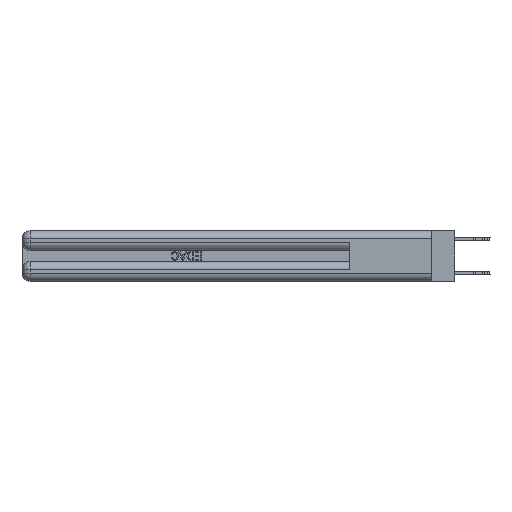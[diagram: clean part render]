
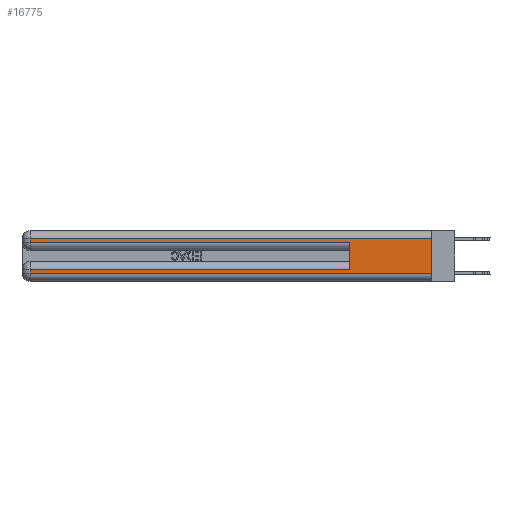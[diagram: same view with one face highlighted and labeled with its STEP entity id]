
A CAD part, left-side view. The second image highlights one B-rep face of the part: STEP entity #16775.
In plain terms, the highlighted planar face has unit normal (-1, 0, 0).
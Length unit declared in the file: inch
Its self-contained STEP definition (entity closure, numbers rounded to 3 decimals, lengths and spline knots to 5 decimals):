
#316 = ORIENTED_EDGE ( 'NONE', *, *, #26278, .T. ) ;
#586 = ORIENTED_EDGE ( 'NONE', *, *, #28373, .F. ) ;
#1187 = EDGE_CURVE ( 'NONE', #12290, #9250, #17294, .T. ) ;
#1216 = VERTEX_POINT ( 'NONE', #23907 ) ;
#1482 = DIRECTION ( 'NONE',  ( 1., 0., 0. ) ) ;
#2300 = EDGE_CURVE ( 'NONE', #19748, #1216, #19243, .T. ) ;
#2558 = DIRECTION ( 'NONE',  ( 0., 0., 1. ) ) ;
#2784 = CARTESIAN_POINT ( 'NONE',  ( 0., 0.6, 0.285 ) ) ;
#2870 = VECTOR ( 'NONE', #9860, 39.37008 ) ;
#3747 = EDGE_CURVE ( 'NONE', #22211, #12290, #26213, .T. ) ;
#3864 = EDGE_CURVE ( 'NONE', #9250, #33339, #8186, .T. ) ;
#4312 = DIRECTION ( 'NONE',  ( 0., 0., -1. ) ) ;
#4547 = DIRECTION ( 'NONE',  ( 0., -1., 0. ) ) ;
#4578 = AXIS2_PLACEMENT_3D ( 'NONE', #11833, #1482, #27766 ) ;
#5350 = CARTESIAN_POINT ( 'NONE',  ( 0., 2.94, 0.06 ) ) ;
#5706 = VERTEX_POINT ( 'NONE', #33528 ) ;
#6212 = ORIENTED_EDGE ( 'NONE', *, *, #3747, .T. ) ;
#7411 = CARTESIAN_POINT ( 'NONE',  ( 0., 2.94, 0.37 ) ) ;
#7458 = LINE ( 'NONE', #15416, #24208 ) ;
#8132 = DIRECTION ( 'NONE',  ( 0., 0., -1. ) ) ;
#8186 = LINE ( 'NONE', #18760, #27260 ) ;
#8994 = VECTOR ( 'NONE', #17755, 39.37008 ) ;
#9250 = VERTEX_POINT ( 'NONE', #28011 ) ;
#9811 = CARTESIAN_POINT ( 'NONE',  ( 0., 0.6, 0.085 ) ) ;
#9860 = DIRECTION ( 'NONE',  ( 0., 1., 0. ) ) ;
#10433 = EDGE_LOOP ( 'NONE', ( #586, #6212, #18385, #16952, #15754, #21374, #20859, #316 ) ) ;
#11833 = CARTESIAN_POINT ( 'NONE',  ( 0., 0., 0.37 ) ) ;
#12290 = VERTEX_POINT ( 'NONE', #13602 ) ;
#12574 = CARTESIAN_POINT ( 'NONE',  ( 0., 0., 0.37 ) ) ;
#13155 = CARTESIAN_POINT ( 'NONE',  ( 0., 2.94, 0.37 ) ) ;
#13602 = CARTESIAN_POINT ( 'NONE',  ( 0., 2.94, 0.31 ) ) ;
#15416 = CARTESIAN_POINT ( 'NONE',  ( 0., 0., 0.06 ) ) ;
#15682 = CARTESIAN_POINT ( 'NONE',  ( 0., 0.6, 0.145 ) ) ;
#15754 = ORIENTED_EDGE ( 'NONE', *, *, #30682, .F. ) ;
#15844 = LINE ( 'NONE', #15682, #19663 ) ;
#16775 = ADVANCED_FACE ( 'NONE', ( #25162 ), #19298, .F. ) ;
#16952 = ORIENTED_EDGE ( 'NONE', *, *, #3864, .T. ) ;
#17294 = LINE ( 'NONE', #7411, #30450 ) ;
#17604 = VECTOR ( 'NONE', #31123, 39.37008 ) ;
#17755 = DIRECTION ( 'NONE',  ( 0., 1., 0. ) ) ;
#18385 = ORIENTED_EDGE ( 'NONE', *, *, #1187, .T. ) ;
#18760 = CARTESIAN_POINT ( 'NONE',  ( 0., 0., 0.285 ) ) ;
#19110 = EDGE_CURVE ( 'NONE', #1216, #22778, #31891, .T. ) ;
#19243 = LINE ( 'NONE', #22696, #2870 ) ;
#19298 = PLANE ( 'NONE',  #4578 ) ;
#19663 = VECTOR ( 'NONE', #2558, 39.37008 ) ;
#19748 = VERTEX_POINT ( 'NONE', #9811 ) ;
#19878 = VECTOR ( 'NONE', #8132, 39.37008 ) ;
#20534 = LINE ( 'NONE', #12574, #17604 ) ;
#20859 = ORIENTED_EDGE ( 'NONE', *, *, #19110, .T. ) ;
#21374 = ORIENTED_EDGE ( 'NONE', *, *, #2300, .T. ) ;
#22211 = VERTEX_POINT ( 'NONE', #27915 ) ;
#22696 = CARTESIAN_POINT ( 'NONE',  ( 0., 0., 0.085 ) ) ;
#22778 = VERTEX_POINT ( 'NONE', #5350 ) ;
#23907 = CARTESIAN_POINT ( 'NONE',  ( 0., 2.94, 0.085 ) ) ;
#24208 = VECTOR ( 'NONE', #4547, 39.37008 ) ;
#25162 = FACE_OUTER_BOUND ( 'NONE', #10433, .T. ) ;
#26213 = LINE ( 'NONE', #33838, #8994 ) ;
#26278 = EDGE_CURVE ( 'NONE', #22778, #5706, #7458, .T. ) ;
#27260 = VECTOR ( 'NONE', #29345, 39.37008 ) ;
#27766 = DIRECTION ( 'NONE',  ( 0., 0., -1. ) ) ;
#27915 = CARTESIAN_POINT ( 'NONE',  ( 0., 0., 0.31 ) ) ;
#28011 = CARTESIAN_POINT ( 'NONE',  ( 0., 2.94, 0.285 ) ) ;
#28373 = EDGE_CURVE ( 'NONE', #22211, #5706, #20534, .T. ) ;
#29345 = DIRECTION ( 'NONE',  ( 0., -1., 0. ) ) ;
#30450 = VECTOR ( 'NONE', #4312, 39.37008 ) ;
#30682 = EDGE_CURVE ( 'NONE', #19748, #33339, #15844, .T. ) ;
#31123 = DIRECTION ( 'NONE',  ( 0., 0., -1. ) ) ;
#31891 = LINE ( 'NONE', #13155, #19878 ) ;
#33339 = VERTEX_POINT ( 'NONE', #2784 ) ;
#33528 = CARTESIAN_POINT ( 'NONE',  ( 0., 0., 0.06 ) ) ;
#33838 = CARTESIAN_POINT ( 'NONE',  ( 0., 0., 0.31 ) ) ;
